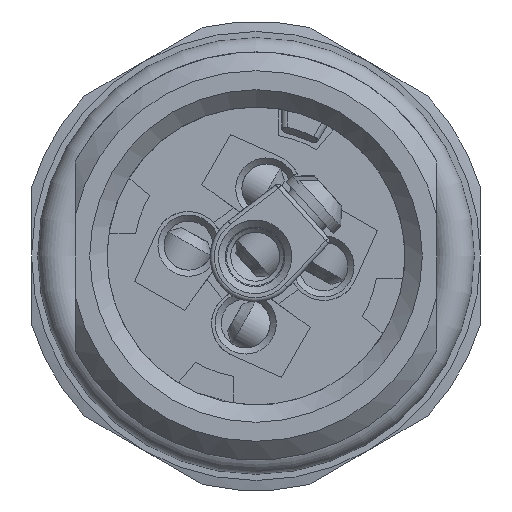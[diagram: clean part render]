
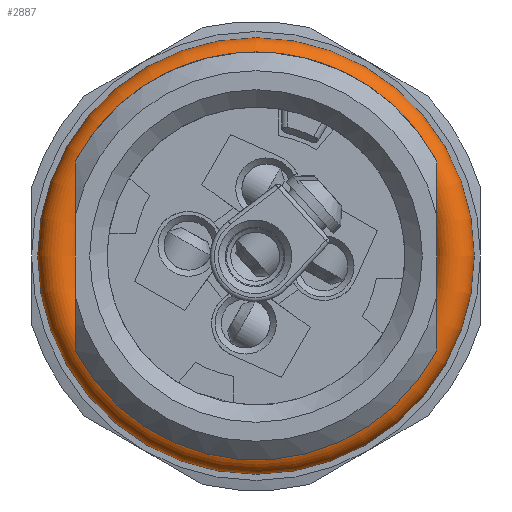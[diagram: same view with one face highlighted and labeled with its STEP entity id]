
A CAD part, left-side view. The second image highlights one B-rep face of the part: STEP entity #2887.
In plain terms, the highlighted toroidal (fillet/blend) face has major radius 9.65 mm and minor radius 1.05 mm.
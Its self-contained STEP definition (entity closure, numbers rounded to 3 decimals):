
#74=TOROIDAL_SURFACE('',#10341,9.65,1.05);
#2887=ADVANCED_FACE('',(#3419,#3420),#74,.T.);
#3419=FACE_BOUND('',#3883,.T.);
#3420=FACE_BOUND('',#3884,.T.);
#3883=EDGE_LOOP('',(#6018));
#3884=EDGE_LOOP('',(#6019));
#6018=ORIENTED_EDGE('',*,*,#7945,.T.);
#6019=ORIENTED_EDGE('',*,*,#8892,.T.);
#6985=VERTEX_POINT('',#13289);
#7616=VERTEX_POINT('',#17320);
#7945=EDGE_CURVE('',#6985,#6985,#9375,.T.);
#8892=EDGE_CURVE('',#7616,#7616,#9610,.T.);
#9375=CIRCLE('',#9758,9.97);
#9610=CIRCLE('',#10340,8.65);
#9758=AXIS2_PLACEMENT_3D('',#13288,#10702,#10703);
#10340=AXIS2_PLACEMENT_3D('',#17319,#12312,#12313);
#10341=AXIS2_PLACEMENT_3D('',#17321,#12314,#12315);
#10702=DIRECTION('',(-1.,0.,0.));
#10703=DIRECTION('',(0.,0.,1.));
#12312=DIRECTION('',(1.,0.,0.));
#12313=DIRECTION('',(0.,0.,-1.));
#12314=DIRECTION('',(-1.,0.,0.));
#12315=DIRECTION('',(0.,0.,1.));
#13288=CARTESIAN_POINT('',(2.5,0.,0.));
#13289=CARTESIAN_POINT('',(2.5,0.,9.97));
#17319=CARTESIAN_POINT('',(1.18,0.,0.));
#17320=CARTESIAN_POINT('',(1.18,0.,-8.65));
#17321=CARTESIAN_POINT('',(1.5,0.,0.));
